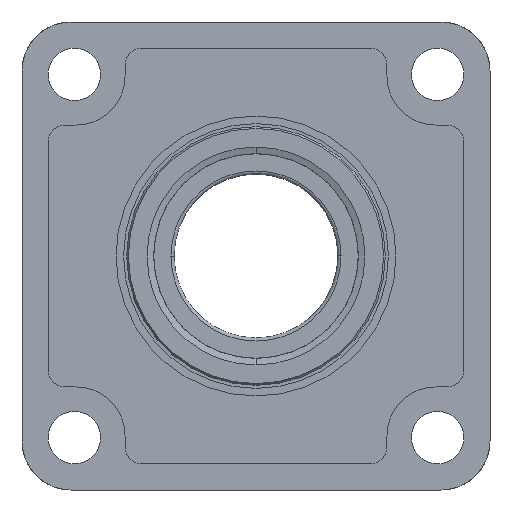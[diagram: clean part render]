
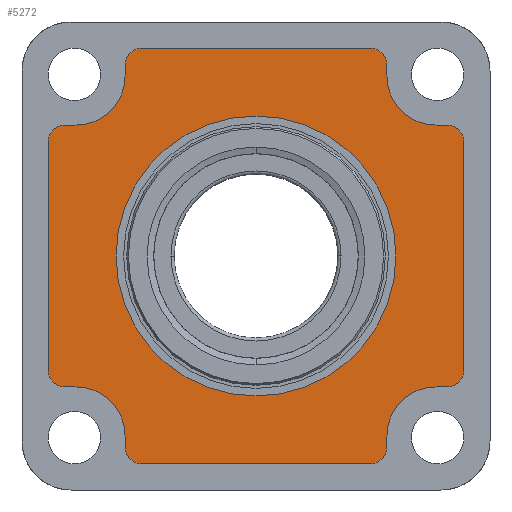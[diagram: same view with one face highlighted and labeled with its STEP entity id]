
A CAD part, front view. The second image highlights one B-rep face of the part: STEP entity #5272.
In plain terms, the highlighted planar face has unit normal (0, -1, 0).
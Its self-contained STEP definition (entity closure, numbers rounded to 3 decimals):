
#1214=CARTESIAN_POINT('',(0.,-12.,0.));
#1215=DIRECTION('',(0.,1.,0.));
#1216=DIRECTION('',(0.,0.,-1.));
#1217=AXIS2_PLACEMENT_3D('',#1214,#1215,#1216);
#1247=CARTESIAN_POINT('',(0.,-12.,0.));
#1248=DIRECTION('',(0.,1.,0.));
#1249=DIRECTION('',(0.,0.,1.));
#1250=AXIS2_PLACEMENT_3D('',#1247,#1248,#1249);
#1267=CARTESIAN_POINT('',(35.,-12.,-58.5));
#1268=DIRECTION('',(0.,-1.,0.));
#1269=DIRECTION('',(0.,0.,-1.));
#1270=AXIS2_PLACEMENT_3D('',#1267,#1268,#1269);
#1272=DIRECTION('',(1.,0.,0.));
#1273=VECTOR('',#1272,70.);
#1274=CARTESIAN_POINT('',(-35.,-12.,-63.5));
#1275=LINE('',#1274,#1273);
#1276=CARTESIAN_POINT('',(-35.,-12.,-58.5));
#1277=DIRECTION('',(0.,-1.,0.));
#1278=DIRECTION('',(-1.,0.,0.));
#1279=AXIS2_PLACEMENT_3D('',#1276,#1277,#1278);
#1281=DIRECTION('',(0.,0.,-1.));
#1282=VECTOR('',#1281,3.5);
#1283=CARTESIAN_POINT('',(-40.,-12.,-55.));
#1284=LINE('',#1283,#1282);
#1285=CARTESIAN_POINT('',(-55.,-12.,-55.));
#1286=DIRECTION('',(0.,1.,0.));
#1287=DIRECTION('',(0.,0.,1.));
#1288=AXIS2_PLACEMENT_3D('',#1285,#1286,#1287);
#1290=DIRECTION('',(1.,0.,0.));
#1291=VECTOR('',#1290,3.5);
#1292=CARTESIAN_POINT('',(-58.5,-12.,-40.));
#1293=LINE('',#1292,#1291);
#1294=CARTESIAN_POINT('',(-58.5,-12.,-35.));
#1295=DIRECTION('',(0.,-1.,0.));
#1296=DIRECTION('',(-1.,0.,0.));
#1297=AXIS2_PLACEMENT_3D('',#1294,#1295,#1296);
#1299=DIRECTION('',(0.,0.,-1.));
#1300=VECTOR('',#1299,70.);
#1301=CARTESIAN_POINT('',(-63.5,-12.,35.));
#1302=LINE('',#1301,#1300);
#1303=CARTESIAN_POINT('',(-58.5,-12.,35.));
#1304=DIRECTION('',(0.,-1.,0.));
#1305=DIRECTION('',(0.,0.,1.));
#1306=AXIS2_PLACEMENT_3D('',#1303,#1304,#1305);
#1308=DIRECTION('',(-1.,0.,0.));
#1309=VECTOR('',#1308,3.5);
#1310=CARTESIAN_POINT('',(-55.,-12.,40.));
#1311=LINE('',#1310,#1309);
#1312=CARTESIAN_POINT('',(-55.,-12.,55.));
#1313=DIRECTION('',(0.,1.,0.));
#1314=DIRECTION('',(1.,0.,0.));
#1315=AXIS2_PLACEMENT_3D('',#1312,#1313,#1314);
#1317=DIRECTION('',(0.,0.,-1.));
#1318=VECTOR('',#1317,3.5);
#1319=CARTESIAN_POINT('',(-40.,-12.,58.5));
#1320=LINE('',#1319,#1318);
#1321=CARTESIAN_POINT('',(-35.,-12.,58.5));
#1322=DIRECTION('',(0.,-1.,0.));
#1323=DIRECTION('',(0.,0.,1.));
#1324=AXIS2_PLACEMENT_3D('',#1321,#1322,#1323);
#1326=DIRECTION('',(-1.,0.,0.));
#1327=VECTOR('',#1326,70.);
#1328=CARTESIAN_POINT('',(35.,-12.,63.5));
#1329=LINE('',#1328,#1327);
#1330=CARTESIAN_POINT('',(35.,-12.,58.5));
#1331=DIRECTION('',(0.,-1.,0.));
#1332=DIRECTION('',(1.,0.,0.));
#1333=AXIS2_PLACEMENT_3D('',#1330,#1331,#1332);
#1335=DIRECTION('',(0.,0.,1.));
#1336=VECTOR('',#1335,3.5);
#1337=CARTESIAN_POINT('',(40.,-12.,55.));
#1338=LINE('',#1337,#1336);
#1339=CARTESIAN_POINT('',(55.,-12.,55.));
#1340=DIRECTION('',(0.,1.,0.));
#1341=DIRECTION('',(0.,0.,-1.));
#1342=AXIS2_PLACEMENT_3D('',#1339,#1340,#1341);
#1344=DIRECTION('',(-1.,0.,0.));
#1345=VECTOR('',#1344,3.5);
#1346=CARTESIAN_POINT('',(58.5,-12.,40.));
#1347=LINE('',#1346,#1345);
#1348=CARTESIAN_POINT('',(58.5,-12.,35.));
#1349=DIRECTION('',(0.,-1.,0.));
#1350=DIRECTION('',(1.,0.,0.));
#1351=AXIS2_PLACEMENT_3D('',#1348,#1349,#1350);
#1353=DIRECTION('',(0.,0.,1.));
#1354=VECTOR('',#1353,70.);
#1355=CARTESIAN_POINT('',(63.5,-12.,-35.));
#1356=LINE('',#1355,#1354);
#1357=CARTESIAN_POINT('',(58.5,-12.,-35.));
#1358=DIRECTION('',(0.,-1.,0.));
#1359=DIRECTION('',(0.,0.,-1.));
#1360=AXIS2_PLACEMENT_3D('',#1357,#1358,#1359);
#1362=DIRECTION('',(1.,0.,0.));
#1363=VECTOR('',#1362,3.5);
#1364=CARTESIAN_POINT('',(55.,-12.,-40.));
#1365=LINE('',#1364,#1363);
#1366=CARTESIAN_POINT('',(55.,-12.,-55.));
#1367=DIRECTION('',(0.,1.,0.));
#1368=DIRECTION('',(-1.,0.,0.));
#1369=AXIS2_PLACEMENT_3D('',#1366,#1367,#1368);
#1371=DIRECTION('',(0.,0.,1.));
#1372=VECTOR('',#1371,3.5);
#1373=CARTESIAN_POINT('',(40.,-12.,-58.5));
#1374=LINE('',#1373,#1372);
#3349=CARTESIAN_POINT('',(40.,-12.,-55.));
#3350=CARTESIAN_POINT('',(55.,-12.,-40.));
#3351=VERTEX_POINT('',#3349);
#3352=VERTEX_POINT('',#3350);
#3353=CARTESIAN_POINT('',(55.,-12.,40.));
#3354=CARTESIAN_POINT('',(40.,-12.,55.));
#3355=VERTEX_POINT('',#3353);
#3356=VERTEX_POINT('',#3354);
#3357=CARTESIAN_POINT('',(-40.,-12.,55.));
#3358=CARTESIAN_POINT('',(-55.,-12.,40.));
#3359=VERTEX_POINT('',#3357);
#3360=VERTEX_POINT('',#3358);
#3361=CARTESIAN_POINT('',(-55.,-12.,-40.));
#3362=CARTESIAN_POINT('',(-40.,-12.,-55.));
#3363=VERTEX_POINT('',#3361);
#3364=VERTEX_POINT('',#3362);
#3381=CARTESIAN_POINT('',(0.,-12.,-42.767));
#3382=CARTESIAN_POINT('',(0.,-12.,42.767));
#3383=VERTEX_POINT('',#3381);
#3384=VERTEX_POINT('',#3382);
#3385=CARTESIAN_POINT('',(35.,-12.,-63.5));
#3386=CARTESIAN_POINT('',(40.,-12.,-58.5));
#3387=VERTEX_POINT('',#3385);
#3388=VERTEX_POINT('',#3386);
#3393=CARTESIAN_POINT('',(-40.,-12.,-58.5));
#3394=CARTESIAN_POINT('',(-35.,-12.,-63.5));
#3395=VERTEX_POINT('',#3393);
#3396=VERTEX_POINT('',#3394);
#3401=CARTESIAN_POINT('',(-63.5,-12.,-35.));
#3402=CARTESIAN_POINT('',(-58.5,-12.,-40.));
#3403=VERTEX_POINT('',#3401);
#3404=VERTEX_POINT('',#3402);
#3409=CARTESIAN_POINT('',(58.5,-12.,-40.));
#3410=CARTESIAN_POINT('',(63.5,-12.,-35.));
#3411=VERTEX_POINT('',#3409);
#3412=VERTEX_POINT('',#3410);
#3417=CARTESIAN_POINT('',(-58.5,-12.,40.));
#3418=CARTESIAN_POINT('',(-63.5,-12.,35.));
#3419=VERTEX_POINT('',#3417);
#3420=VERTEX_POINT('',#3418);
#3425=CARTESIAN_POINT('',(-35.,-12.,63.5));
#3426=CARTESIAN_POINT('',(-40.,-12.,58.5));
#3427=VERTEX_POINT('',#3425);
#3428=VERTEX_POINT('',#3426);
#3433=CARTESIAN_POINT('',(63.5,-12.,35.));
#3434=VERTEX_POINT('',#3433);
#3435=CARTESIAN_POINT('',(35.,-12.,63.5));
#3436=VERTEX_POINT('',#3435);
#3441=CARTESIAN_POINT('',(40.,-12.,58.5));
#3442=VERTEX_POINT('',#3441);
#3445=CARTESIAN_POINT('',(58.5,-12.,40.));
#3446=VERTEX_POINT('',#3445);
#5213=CARTESIAN_POINT('',(0.,-12.,0.));
#5214=DIRECTION('',(0.,-1.,0.));
#5215=DIRECTION('',(-1.,0.,0.));
#5216=AXIS2_PLACEMENT_3D('',#5213,#5214,#5215);
#5217=PLANE('',#5216);
#5219=ORIENTED_EDGE('',*,*,#5218,.F.);
#5221=ORIENTED_EDGE('',*,*,#5220,.F.);
#5223=ORIENTED_EDGE('',*,*,#5222,.F.);
#5225=ORIENTED_EDGE('',*,*,#5224,.F.);
#5227=ORIENTED_EDGE('',*,*,#5226,.F.);
#5229=ORIENTED_EDGE('',*,*,#5228,.F.);
#5231=ORIENTED_EDGE('',*,*,#5230,.F.);
#5233=ORIENTED_EDGE('',*,*,#5232,.F.);
#5235=ORIENTED_EDGE('',*,*,#5234,.F.);
#5237=ORIENTED_EDGE('',*,*,#5236,.F.);
#5239=ORIENTED_EDGE('',*,*,#5238,.F.);
#5241=ORIENTED_EDGE('',*,*,#5240,.F.);
#5243=ORIENTED_EDGE('',*,*,#5242,.F.);
#5245=ORIENTED_EDGE('',*,*,#5244,.F.);
#5247=ORIENTED_EDGE('',*,*,#5246,.F.);
#5249=ORIENTED_EDGE('',*,*,#5248,.F.);
#5251=ORIENTED_EDGE('',*,*,#5250,.F.);
#5253=ORIENTED_EDGE('',*,*,#5252,.F.);
#5255=ORIENTED_EDGE('',*,*,#5254,.F.);
#5257=ORIENTED_EDGE('',*,*,#5256,.F.);
#5259=ORIENTED_EDGE('',*,*,#5258,.F.);
#5261=ORIENTED_EDGE('',*,*,#5260,.F.);
#5263=ORIENTED_EDGE('',*,*,#5262,.F.);
#5265=ORIENTED_EDGE('',*,*,#5264,.F.);
#5266=EDGE_LOOP('',(#5219,#5221,#5223,#5225,#5227,#5229,#5231,#5233,#5235,#5237,
#5239,#5241,#5243,#5245,#5247,#5249,#5251,#5253,#5255,#5257,#5259,#5261,#5263,
#5265));
#5267=FACE_OUTER_BOUND('',#5266,.F.);
#5268=ORIENTED_EDGE('',*,*,#5163,.F.);
#5269=ORIENTED_EDGE('',*,*,#5205,.F.);
#5270=EDGE_LOOP('',(#5268,#5269));
#5271=FACE_BOUND('',#5270,.F.);
#5272=ADVANCED_FACE('',(#5267,#5271),#5217,.T.);
#1218=CIRCLE('',#1217,42.767);
#1251=CIRCLE('',#1250,42.767);
#1271=CIRCLE('',#1270,5.);
#1280=CIRCLE('',#1279,5.);
#1289=CIRCLE('',#1288,15.);
#1298=CIRCLE('',#1297,5.);
#1307=CIRCLE('',#1306,5.);
#1316=CIRCLE('',#1315,15.);
#1325=CIRCLE('',#1324,5.);
#1334=CIRCLE('',#1333,5.);
#1343=CIRCLE('',#1342,15.);
#1352=CIRCLE('',#1351,5.);
#1361=CIRCLE('',#1360,5.);
#1370=CIRCLE('',#1369,15.);
#5163=EDGE_CURVE('',#3383,#3384,#1218,.T.);
#5205=EDGE_CURVE('',#3384,#3383,#1251,.T.);
#5218=EDGE_CURVE('',#3387,#3388,#1271,.T.);
#5220=EDGE_CURVE('',#3396,#3387,#1275,.T.);
#5222=EDGE_CURVE('',#3395,#3396,#1280,.T.);
#5224=EDGE_CURVE('',#3364,#3395,#1284,.T.);
#5226=EDGE_CURVE('',#3363,#3364,#1289,.T.);
#5228=EDGE_CURVE('',#3404,#3363,#1293,.T.);
#5230=EDGE_CURVE('',#3403,#3404,#1298,.T.);
#5232=EDGE_CURVE('',#3420,#3403,#1302,.T.);
#5234=EDGE_CURVE('',#3419,#3420,#1307,.T.);
#5236=EDGE_CURVE('',#3360,#3419,#1311,.T.);
#5238=EDGE_CURVE('',#3359,#3360,#1316,.T.);
#5240=EDGE_CURVE('',#3428,#3359,#1320,.T.);
#5242=EDGE_CURVE('',#3427,#3428,#1325,.T.);
#5244=EDGE_CURVE('',#3436,#3427,#1329,.T.);
#5246=EDGE_CURVE('',#3442,#3436,#1334,.T.);
#5248=EDGE_CURVE('',#3356,#3442,#1338,.T.);
#5250=EDGE_CURVE('',#3355,#3356,#1343,.T.);
#5252=EDGE_CURVE('',#3446,#3355,#1347,.T.);
#5254=EDGE_CURVE('',#3434,#3446,#1352,.T.);
#5256=EDGE_CURVE('',#3412,#3434,#1356,.T.);
#5258=EDGE_CURVE('',#3411,#3412,#1361,.T.);
#5260=EDGE_CURVE('',#3352,#3411,#1365,.T.);
#5262=EDGE_CURVE('',#3351,#3352,#1370,.T.);
#5264=EDGE_CURVE('',#3388,#3351,#1374,.T.);
